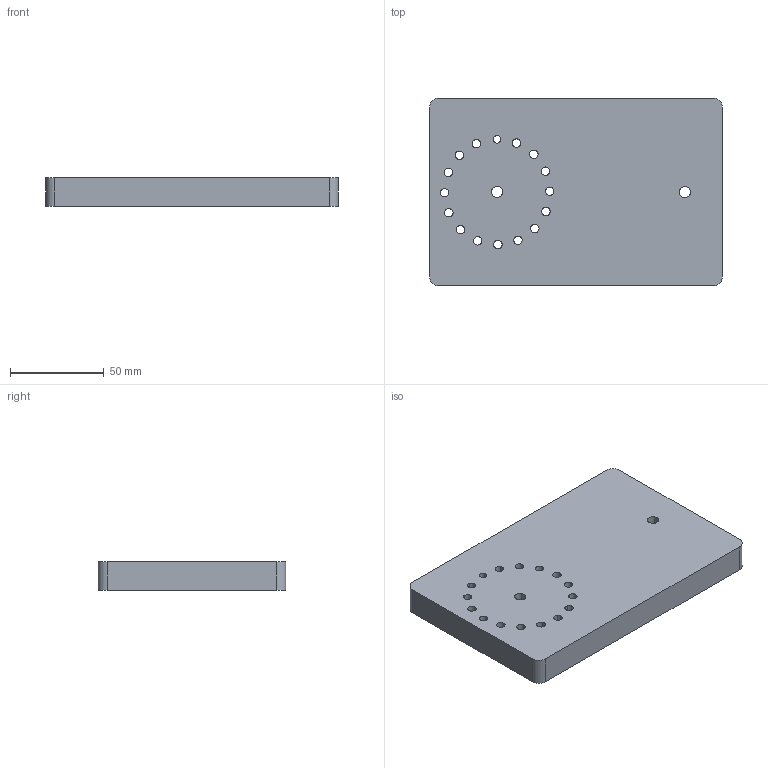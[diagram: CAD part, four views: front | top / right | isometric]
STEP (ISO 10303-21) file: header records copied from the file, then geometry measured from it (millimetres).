
FILE_DESCRIPTION(('CATIA V5 STEP Exchange'),'2;1');
FILE_NAME('Part1.stp','2023-04-03T14:28:15+00:00',('none'),('none'),'CATIA Version 5-6 Release 2013 SP5','CATIA V5 STEP AP203','none');
FILE_SCHEMA(('CONFIG_CONTROL_DESIGN'));
Length unit declared in the file: millimetre
Products named in the file (1): Part1
Bounding box: 156 x 100 x 15 mm (x, y, z)
Volume: 215364.6 mm3; surface area: 41784.3 mm2
Topology: 1 solids, 1 shells, 49 faces, 138 edges, 104 vertices
Faces by surface type: cylinder 42, plane 7
Entity records: 1585 total; most frequent: ORIENTED_EDGE 276, CARTESIAN_POINT 273, DIRECTION 198, EDGE_CURVE 138, AXIS2_PLACEMENT_3D 115, VERTEX_POINT 92, EDGE_LOOP 86, CIRCLE 84
